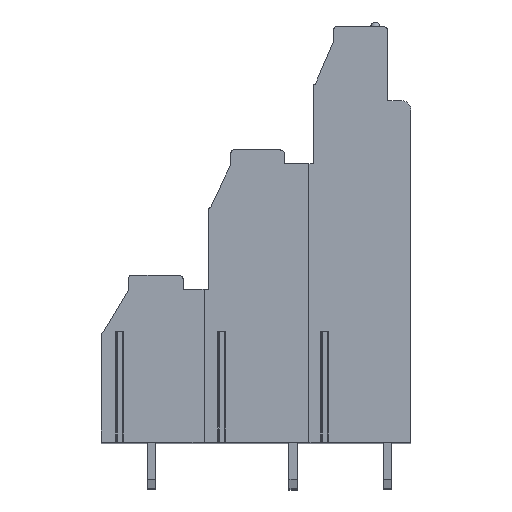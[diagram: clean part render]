
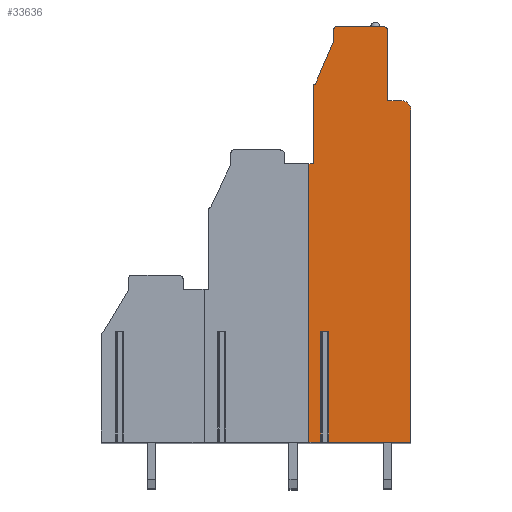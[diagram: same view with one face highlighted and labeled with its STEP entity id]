
A CAD part, top view. The second image highlights one B-rep face of the part: STEP entity #33636.
In plain terms, the highlighted planar face has unit normal (0, 0, 1).
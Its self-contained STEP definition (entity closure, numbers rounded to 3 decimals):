
#3572=DIRECTION('',(1.,0.,0.));
#3573=VECTOR('',#3572,0.856);
#3574=CARTESIAN_POINT('',(0.772,-18.05,93.98));
#3575=LINE('',#3574,#3573);
#3576=DIRECTION('',(0.,-1.,0.));
#3577=VECTOR('',#3576,11.95);
#3578=CARTESIAN_POINT('',(0.772,-18.05,93.98));
#3579=LINE('',#3578,#3577);
#3580=DIRECTION('',(1.,0.,0.));
#3581=VECTOR('',#3580,1.272);
#3582=CARTESIAN_POINT('',(-0.5,-30.,93.98));
#3583=LINE('',#3582,#3581);
#3584=DIRECTION('',(0.,1.,0.));
#3585=VECTOR('',#3584,30.);
#3586=CARTESIAN_POINT('',(-0.5,-30.,93.98));
#3587=LINE('',#3586,#3585);
#3588=DIRECTION('',(-1.,0.,0.));
#3589=VECTOR('',#3588,0.5);
#3590=CARTESIAN_POINT('',(0.,0.,93.98));
#3591=LINE('',#3590,#3589);
#3592=DIRECTION('',(0.,-1.,0.));
#3593=VECTOR('',#3592,8.4);
#3594=CARTESIAN_POINT('',(0.,8.4,93.98));
#3595=LINE('',#3594,#3593);
#3596=CARTESIAN_POINT('',(0.2,8.4,93.98));
#3597=DIRECTION('',(0.,0.,1.));
#3598=DIRECTION('',(0.,1.,0.));
#3599=AXIS2_PLACEMENT_3D('',#3596,#3597,#3598);
#3601=DIRECTION('',(-0.392,-0.92,0.));
#3602=VECTOR('',#3601,5.108);
#3603=CARTESIAN_POINT('',(2.2,13.3,93.98));
#3604=LINE('',#3603,#3602);
#3605=DIRECTION('',(0.,-1.,0.));
#3606=VECTOR('',#3605,1.2);
#3607=CARTESIAN_POINT('',(2.2,14.5,93.98));
#3608=LINE('',#3607,#3606);
#3609=CARTESIAN_POINT('',(2.5,14.5,93.98));
#3610=DIRECTION('',(0.,0.,1.));
#3611=DIRECTION('',(0.,1.,0.));
#3612=AXIS2_PLACEMENT_3D('',#3609,#3610,#3611);
#3614=DIRECTION('',(-1.,0.,0.));
#3615=VECTOR('',#3614,5.);
#3616=CARTESIAN_POINT('',(7.5,14.8,93.98));
#3617=LINE('',#3616,#3615);
#3618=CARTESIAN_POINT('',(7.5,14.3,93.98));
#3619=DIRECTION('',(0.,0.,1.));
#3620=DIRECTION('',(1.,0.,0.));
#3621=AXIS2_PLACEMENT_3D('',#3618,#3619,#3620);
#3623=DIRECTION('',(0.,1.,0.));
#3624=VECTOR('',#3623,7.5);
#3625=CARTESIAN_POINT('',(8.,6.8,93.98));
#3626=LINE('',#3625,#3624);
#3627=DIRECTION('',(-1.,0.,0.));
#3628=VECTOR('',#3627,1.5);
#3629=CARTESIAN_POINT('',(9.5,6.8,93.98));
#3630=LINE('',#3629,#3628);
#3631=CARTESIAN_POINT('',(9.5,5.8,93.98));
#3632=DIRECTION('',(0.,0.,1.));
#3633=DIRECTION('',(1.,0.,0.));
#3634=AXIS2_PLACEMENT_3D('',#3631,#3632,#3633);
#3636=DIRECTION('',(0.,1.,0.));
#3637=VECTOR('',#3636,35.8);
#3638=CARTESIAN_POINT('',(10.5,-30.,93.98));
#3639=LINE('',#3638,#3637);
#3640=DIRECTION('',(1.,0.,0.));
#3641=VECTOR('',#3640,8.872);
#3642=CARTESIAN_POINT('',(1.628,-30.,93.98));
#3643=LINE('',#3642,#3641);
#3644=DIRECTION('',(0.,-1.,0.));
#3645=VECTOR('',#3644,11.95);
#3646=CARTESIAN_POINT('',(1.628,-18.05,93.98));
#3647=LINE('',#3646,#3645);
#22834=CARTESIAN_POINT('',(10.5,-30.,93.98));
#22835=CARTESIAN_POINT('',(10.5,5.8,93.98));
#22836=VERTEX_POINT('',#22834);
#22837=VERTEX_POINT('',#22835);
#22838=CARTESIAN_POINT('',(9.5,6.8,93.98));
#22839=VERTEX_POINT('',#22838);
#22840=CARTESIAN_POINT('',(8.,6.8,93.98));
#22841=VERTEX_POINT('',#22840);
#22842=CARTESIAN_POINT('',(8.,14.3,93.98));
#22843=VERTEX_POINT('',#22842);
#22844=CARTESIAN_POINT('',(7.5,14.8,93.98));
#22845=VERTEX_POINT('',#22844);
#22846=CARTESIAN_POINT('',(2.5,14.8,93.98));
#22847=VERTEX_POINT('',#22846);
#22848=CARTESIAN_POINT('',(2.2,14.5,93.98));
#22849=VERTEX_POINT('',#22848);
#22850=CARTESIAN_POINT('',(2.2,13.3,93.98));
#22851=VERTEX_POINT('',#22850);
#22852=CARTESIAN_POINT('',(0.2,8.6,93.98));
#22853=VERTEX_POINT('',#22852);
#22854=CARTESIAN_POINT('',(0.,8.4,93.98));
#22855=VERTEX_POINT('',#22854);
#22856=CARTESIAN_POINT('',(0.,0.,93.98));
#22857=VERTEX_POINT('',#22856);
#22882=CARTESIAN_POINT('',(-0.5,-30.,93.98));
#22883=CARTESIAN_POINT('',(-0.5,0.,93.98));
#22884=VERTEX_POINT('',#22882);
#22885=VERTEX_POINT('',#22883);
#22942=CARTESIAN_POINT('',(0.772,-18.05,93.98));
#22943=CARTESIAN_POINT('',(1.628,-18.05,93.98));
#22944=VERTEX_POINT('',#22942);
#22945=VERTEX_POINT('',#22943);
#22950=CARTESIAN_POINT('',(0.772,-30.,93.98));
#22951=VERTEX_POINT('',#22950);
#22952=CARTESIAN_POINT('',(1.628,-30.,93.98));
#22953=VERTEX_POINT('',#22952);
#33597=CARTESIAN_POINT('',(0.,0.,93.98));
#33598=DIRECTION('',(0.,0.,1.));
#33599=DIRECTION('',(1.,0.,0.));
#33600=AXIS2_PLACEMENT_3D('',#33597,#33598,#33599);
#33601=PLANE('',#33600);
#33603=ORIENTED_EDGE('',*,*,#33602,.F.);
#33605=ORIENTED_EDGE('',*,*,#33604,.T.);
#33606=ORIENTED_EDGE('',*,*,#32957,.F.);
#33608=ORIENTED_EDGE('',*,*,#33607,.T.);
#33609=ORIENTED_EDGE('',*,*,#29847,.F.);
#33610=ORIENTED_EDGE('',*,*,#30488,.F.);
#33612=ORIENTED_EDGE('',*,*,#33611,.F.);
#33614=ORIENTED_EDGE('',*,*,#33613,.F.);
#33616=ORIENTED_EDGE('',*,*,#33615,.F.);
#33618=ORIENTED_EDGE('',*,*,#33617,.F.);
#33620=ORIENTED_EDGE('',*,*,#33619,.F.);
#33622=ORIENTED_EDGE('',*,*,#33621,.F.);
#33624=ORIENTED_EDGE('',*,*,#33623,.F.);
#33626=ORIENTED_EDGE('',*,*,#33625,.F.);
#33628=ORIENTED_EDGE('',*,*,#33627,.F.);
#33630=ORIENTED_EDGE('',*,*,#33629,.F.);
#33631=ORIENTED_EDGE('',*,*,#32973,.F.);
#33633=ORIENTED_EDGE('',*,*,#33632,.F.);
#33634=EDGE_LOOP('',(#33603,#33605,#33606,#33608,#33609,#33610,#33612,#33614,
#33616,#33618,#33620,#33622,#33624,#33626,#33628,#33630,#33631,#33633));
#33635=FACE_OUTER_BOUND('',#33634,.F.);
#33636=ADVANCED_FACE('',(#33635),#33601,.T.);
#3600=CIRCLE('',#3599,0.2);
#3613=CIRCLE('',#3612,0.3);
#3622=CIRCLE('',#3621,0.5);
#3635=CIRCLE('',#3634,1.);
#29847=EDGE_CURVE('',#22857,#22885,#3591,.T.);
#30488=EDGE_CURVE('',#22855,#22857,#3595,.T.);
#32957=EDGE_CURVE('',#22884,#22951,#3583,.T.);
#32973=EDGE_CURVE('',#22953,#22836,#3643,.T.);
#33602=EDGE_CURVE('',#22944,#22945,#3575,.T.);
#33604=EDGE_CURVE('',#22944,#22951,#3579,.T.);
#33607=EDGE_CURVE('',#22884,#22885,#3587,.T.);
#33611=EDGE_CURVE('',#22853,#22855,#3600,.T.);
#33613=EDGE_CURVE('',#22851,#22853,#3604,.T.);
#33615=EDGE_CURVE('',#22849,#22851,#3608,.T.);
#33617=EDGE_CURVE('',#22847,#22849,#3613,.T.);
#33619=EDGE_CURVE('',#22845,#22847,#3617,.T.);
#33621=EDGE_CURVE('',#22843,#22845,#3622,.T.);
#33623=EDGE_CURVE('',#22841,#22843,#3626,.T.);
#33625=EDGE_CURVE('',#22839,#22841,#3630,.T.);
#33627=EDGE_CURVE('',#22837,#22839,#3635,.T.);
#33629=EDGE_CURVE('',#22836,#22837,#3639,.T.);
#33632=EDGE_CURVE('',#22945,#22953,#3647,.T.);
